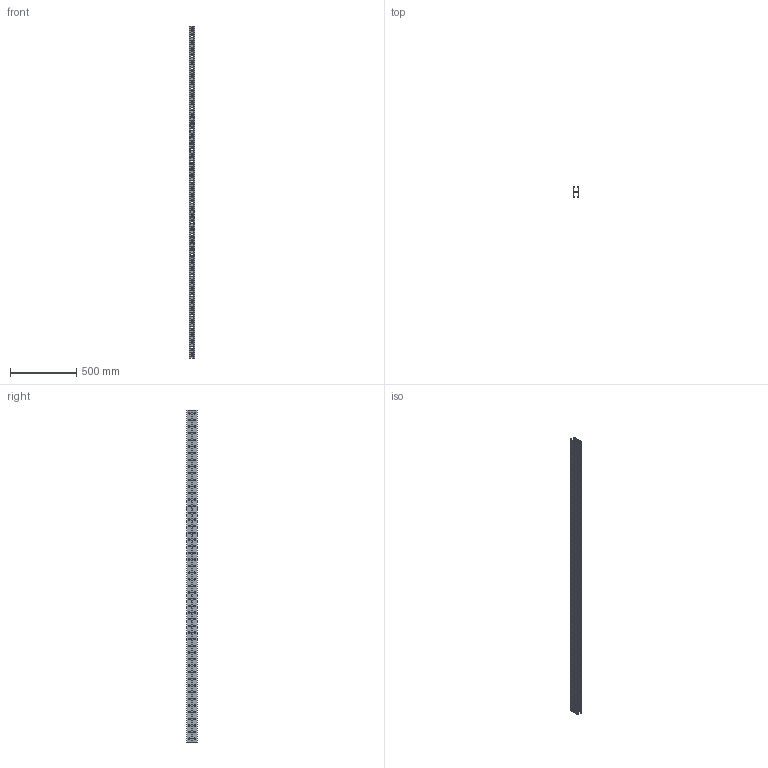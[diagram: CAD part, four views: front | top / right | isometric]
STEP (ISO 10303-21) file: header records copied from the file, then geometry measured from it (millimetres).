
FILE_DESCRIPTION (( 'STEP AP203' ), '1' );
FILE_NAME ('Äâîéíîé STRUT-ïðîôèëü_h41-L2500.step', '2022-01-24T13:27:24', ( '' ), ( '' ), 'SwSTEP 2.0', 'SolidWorks 2017', '' );
FILE_SCHEMA (( 'CONFIG_CONTROL_DESIGN' ));
Length unit declared in the file: millimetre
Products named in the file (2): STRUT-镳铘桦黖h41-2500; Äâîéíîé STRUT-ïðîôèëü_h41-L2500
Assembly tree (2 placements, depth 2):
  Äâîéíîé STRUT-ïðîôèëü_h41-L2500
    STRUT-镳铘桦黖h41-2500  x2
Bounding box: 41 x 82 x 2500 mm (x, y, z)
Volume: 986657.2 mm3; surface area: 1368281.1 mm2
Topology: 2 solids, 2 shells, 4496 faces, 13428 edges, 8936 vertices
Faces by surface type: plane 3884, cylinder 612
Entity records: 75366 total; most frequent: CARTESIAN_POINT 13435, ORIENTED_EDGE 13428, DIRECTION 11832, EDGE_CURVE 6714, LINE 6102, VECTOR 6102, VERTEX_POINT 4468, AXIS2_PLACEMENT_3D 2865
